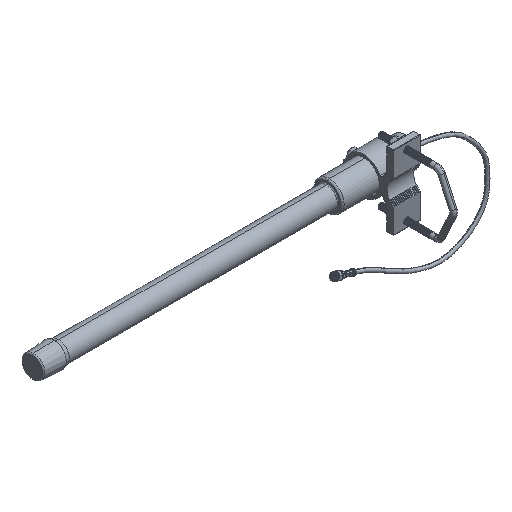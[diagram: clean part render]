
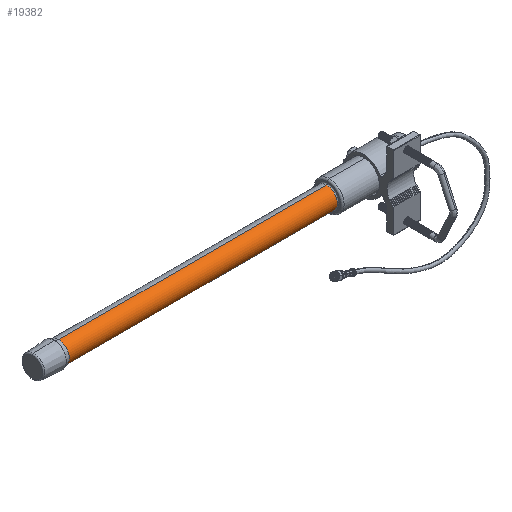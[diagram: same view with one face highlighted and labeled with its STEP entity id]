
A CAD part, isometric view. The second image highlights one B-rep face of the part: STEP entity #19382.
In plain terms, the highlighted cylindrical face has radius 11.989 mm (diameter 23.978 mm), a partial arc.
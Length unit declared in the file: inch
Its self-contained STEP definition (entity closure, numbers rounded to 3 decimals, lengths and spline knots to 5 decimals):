
#554 = CIRCLE ( 'NONE', #28445, 0.472 ) ;
#2967 = VECTOR ( 'NONE', #31519, 39.37008 ) ;
#3924 = LINE ( 'NONE', #31301, #2967 ) ;
#7377 = DIRECTION ( 'NONE',  ( 0., 0., 1. ) ) ;
#8183 = AXIS2_PLACEMENT_3D ( 'NONE', #20690, #30988, #10756 ) ;
#9048 = AXIS2_PLACEMENT_3D ( 'NONE', #30795, #20024, #34191 ) ;
#9852 = CYLINDRICAL_SURFACE ( 'NONE', #9048, 0.472 ) ;
#10132 = EDGE_CURVE ( 'NONE', #25087, #22087, #554, .T. ) ;
#10756 = DIRECTION ( 'NONE',  ( 0., 0., 1. ) ) ;
#10847 = DIRECTION ( 'NONE',  ( -1., 0., 0. ) ) ;
#11168 = CARTESIAN_POINT ( 'NONE',  ( -3.54, 0., -0.472 ) ) ;
#13356 = FACE_OUTER_BOUND ( 'NONE', #29295, .T. ) ;
#19382 = ADVANCED_FACE ( 'NONE', ( #13356 ), #9852, .T. ) ;
#20024 = DIRECTION ( 'NONE',  ( -1., 0., 0. ) ) ;
#20690 = CARTESIAN_POINT ( 'NONE',  ( -15.5155, 0., 0. ) ) ;
#21372 = VERTEX_POINT ( 'NONE', #26747 ) ;
#22087 = VERTEX_POINT ( 'NONE', #24437 ) ;
#22362 = CARTESIAN_POINT ( 'NONE',  ( 0.10087, 0., 0.472 ) ) ;
#24437 = CARTESIAN_POINT ( 'NONE',  ( -3.54, 0., 0.472 ) ) ;
#25087 = VERTEX_POINT ( 'NONE', #11168 ) ;
#26339 = EDGE_CURVE ( 'NONE', #22087, #39659, #43437, .T. ) ;
#26747 = CARTESIAN_POINT ( 'NONE',  ( -15.5155, 0., -0.472 ) ) ;
#27276 = ORIENTED_EDGE ( 'NONE', *, *, #35436, .F. ) ;
#28445 = AXIS2_PLACEMENT_3D ( 'NONE', #41816, #10847, #7377 ) ;
#29295 = EDGE_LOOP ( 'NONE', ( #37613, #45399, #41366, #27276 ) ) ;
#30795 = CARTESIAN_POINT ( 'NONE',  ( 0.10087, 0., 0. ) ) ;
#30988 = DIRECTION ( 'NONE',  ( -1., 0., 0. ) ) ;
#31301 = CARTESIAN_POINT ( 'NONE',  ( 0.10087, 0., -0.472 ) ) ;
#31519 = DIRECTION ( 'NONE',  ( -1., 0., 0. ) ) ;
#31666 = CIRCLE ( 'NONE', #8183, 0.472 ) ;
#32660 = DIRECTION ( 'NONE',  ( -1., 0., 0. ) ) ;
#34191 = DIRECTION ( 'NONE',  ( 0., 0., 1. ) ) ;
#35387 = VECTOR ( 'NONE', #32660, 39.37008 ) ;
#35436 = EDGE_CURVE ( 'NONE', #21372, #39659, #31666, .T. ) ;
#37613 = ORIENTED_EDGE ( 'NONE', *, *, #44409, .F. ) ;
#38726 = CARTESIAN_POINT ( 'NONE',  ( -15.5155, 0., 0.472 ) ) ;
#39659 = VERTEX_POINT ( 'NONE', #38726 ) ;
#41366 = ORIENTED_EDGE ( 'NONE', *, *, #26339, .T. ) ;
#41816 = CARTESIAN_POINT ( 'NONE',  ( -3.54, 0., 0. ) ) ;
#43437 = LINE ( 'NONE', #22362, #35387 ) ;
#44409 = EDGE_CURVE ( 'NONE', #25087, #21372, #3924, .T. ) ;
#45399 = ORIENTED_EDGE ( 'NONE', *, *, #10132, .T. ) ;
